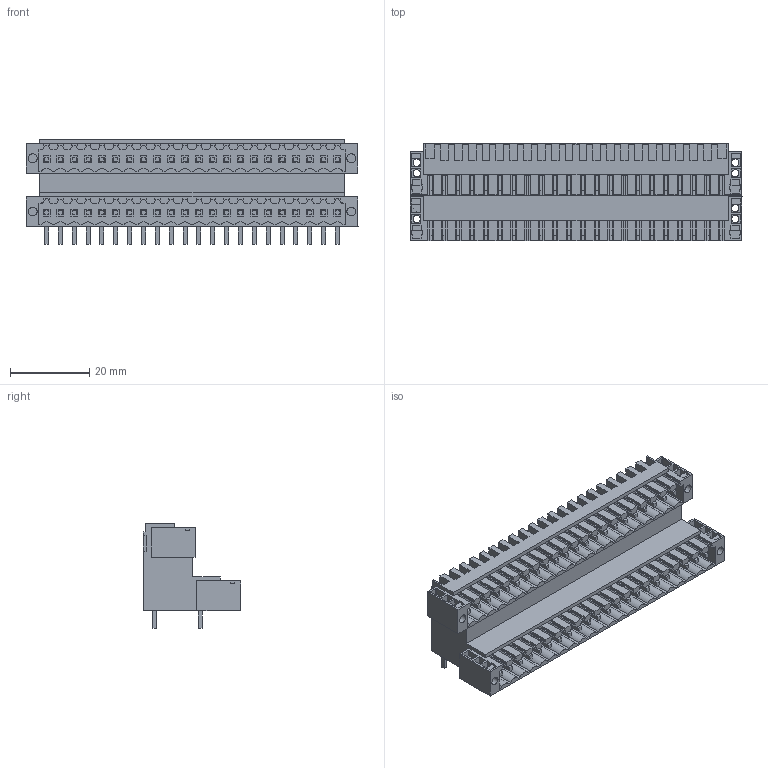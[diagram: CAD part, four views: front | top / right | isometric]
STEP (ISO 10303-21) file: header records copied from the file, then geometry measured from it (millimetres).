
FILE_DESCRIPTION(('CATIA V5 STEP Exchange','CAx-IF Rec.Pracs.--- Model Styling and Organization---1.4--- 2014-01-23'),'2;1');
FILE_NAME ('039053-4_1_1643200000_1643200000.stp','2022-07-29T06:25:55+00:00',('none'),('Weidmueller'),'CATIA Version 5-6 Release 2016 SP3 HF44','CATIA V5 STEP AP214','none');
FILE_SCHEMA(('AUTOMOTIVE_DESIGN { 1 0 10303 214 1 1 1 1 }'));
Products named in the file (1): 1643200000
Bounding box: 83.9 x 24.55 x 26.5 mm (x, y, z)
Volume: 18374 mm3; surface area: 23490 mm2
Topology: 45 solids, 45 shells, 2521 faces, 6882 edges, 4528 vertices
Faces by surface type: plane 2263, cylinder 258
Entity records: 71072 total; most frequent: ORIENTED_EDGE 13708, CARTESIAN_POINT 13342, DIRECTION 8820, EDGE_CURVE 6854, VECTOR 6330, LINE 6330, VERTEX_POINT 4514, EDGE_LOOP 2736
